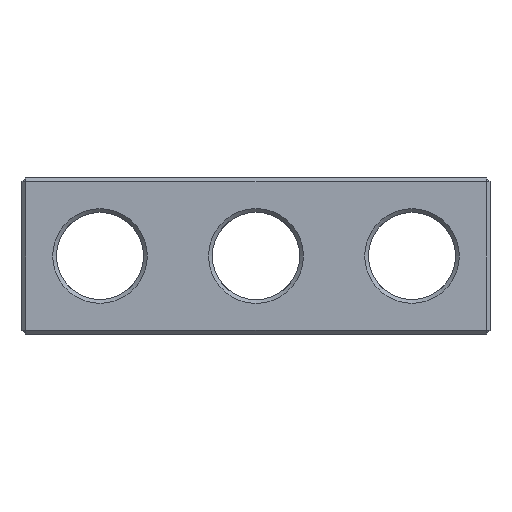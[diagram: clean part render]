
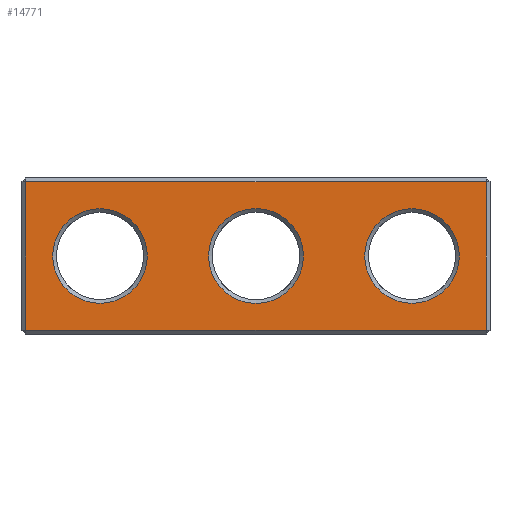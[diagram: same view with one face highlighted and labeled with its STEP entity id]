
A CAD part, front view. The second image highlights one B-rep face of the part: STEP entity #14771.
In plain terms, the highlighted planar face has unit normal (0, -1, 0).
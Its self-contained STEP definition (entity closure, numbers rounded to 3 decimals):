
#1553 = PLANE('',#1554);
#1554 = AXIS2_PLACEMENT_3D('',#1555,#1556,#1557);
#1555 = CARTESIAN_POINT('',(-31.25,-6.1,0.15));
#1556 = DIRECTION('',(0.,-0.707,-0.707));
#1557 = DIRECTION('',(-1.,-0.,-0.));
#9679 = VERTEX_POINT('',#9680);
#9680 = CARTESIAN_POINT('',(-30.95,-6.25,0.3));
#9706 = EDGE_CURVE('',#9679,#9707,#9709,.T.);
#9707 = VERTEX_POINT('',#9708);
#9708 = CARTESIAN_POINT('',(5.95,-6.25,0.3));
#9709 = SURFACE_CURVE('',#9710,(#9714,#9721),.PCURVE_S1.);
#9710 = LINE('',#9711,#9712);
#9711 = CARTESIAN_POINT('',(-31.25,-6.25,0.3));
#9712 = VECTOR('',#9713,1.);
#9713 = DIRECTION('',(1.,0.,0.));
#9714 = PCURVE('',#1553,#9715);
#9715 = DEFINITIONAL_REPRESENTATION('',(#9716),#9720);
#9716 = LINE('',#9717,#9718);
#9717 = CARTESIAN_POINT('',(-0.,-0.212));
#9718 = VECTOR('',#9719,1.);
#9719 = DIRECTION('',(-1.,0.));
#9720 = ( GEOMETRIC_REPRESENTATION_CONTEXT(2) 
PARAMETRIC_REPRESENTATION_CONTEXT() REPRESENTATION_CONTEXT('2D SPACE',''
  ) );
#9721 = PCURVE('',#9722,#9727);
#9722 = PLANE('',#9723);
#9723 = AXIS2_PLACEMENT_3D('',#9724,#9725,#9726);
#9724 = CARTESIAN_POINT('',(-31.25,-6.25,0.));
#9725 = DIRECTION('',(0.,1.,0.));
#9726 = DIRECTION('',(1.,0.,0.));
#9727 = DEFINITIONAL_REPRESENTATION('',(#9728),#9732);
#9728 = LINE('',#9729,#9730);
#9729 = CARTESIAN_POINT('',(0.,-0.3));
#9730 = VECTOR('',#9731,1.);
#9731 = DIRECTION('',(1.,0.));
#9732 = ( GEOMETRIC_REPRESENTATION_CONTEXT(2) 
PARAMETRIC_REPRESENTATION_CONTEXT() REPRESENTATION_CONTEXT('2D SPACE',''
  ) );
#14498 = PLANE('',#14499);
#14499 = AXIS2_PLACEMENT_3D('',#14500,#14501,#14502);
#14500 = CARTESIAN_POINT('',(6.1,-6.1,0.));
#14501 = DIRECTION('',(0.707,-0.707,0.));
#14502 = DIRECTION('',(-0.,-0.,-1.));
#14760 = PLANE('',#14761);
#14761 = AXIS2_PLACEMENT_3D('',#14762,#14763,#14764);
#14762 = CARTESIAN_POINT('',(-31.1,-6.1,0.));
#14763 = DIRECTION('',(-0.707,-0.707,0.));
#14764 = DIRECTION('',(-0.,-0.,-1.));
#14771 = ADVANCED_FACE('',(#14772,#14847,#14882,#14913),#9722,.F.);
#14772 = FACE_BOUND('',#14773,.F.);
#14773 = EDGE_LOOP('',(#14774,#14804,#14825,#14826));
#14774 = ORIENTED_EDGE('',*,*,#14775,.T.);
#14775 = EDGE_CURVE('',#14776,#14778,#14780,.T.);
#14776 = VERTEX_POINT('',#14777);
#14777 = CARTESIAN_POINT('',(-30.95,-6.25,12.2));
#14778 = VERTEX_POINT('',#14779);
#14779 = CARTESIAN_POINT('',(5.95,-6.25,12.2));
#14780 = SURFACE_CURVE('',#14781,(#14785,#14792),.PCURVE_S1.);
#14781 = LINE('',#14782,#14783);
#14782 = CARTESIAN_POINT('',(-31.25,-6.25,12.2));
#14783 = VECTOR('',#14784,1.);
#14784 = DIRECTION('',(1.,0.,0.));
#14785 = PCURVE('',#9722,#14786);
#14786 = DEFINITIONAL_REPRESENTATION('',(#14787),#14791);
#14787 = LINE('',#14788,#14789);
#14788 = CARTESIAN_POINT('',(0.,-12.2));
#14789 = VECTOR('',#14790,1.);
#14790 = DIRECTION('',(1.,0.));
#14791 = ( GEOMETRIC_REPRESENTATION_CONTEXT(2) 
PARAMETRIC_REPRESENTATION_CONTEXT() REPRESENTATION_CONTEXT('2D SPACE',''
  ) );
#14792 = PCURVE('',#14793,#14798);
#14793 = PLANE('',#14794);
#14794 = AXIS2_PLACEMENT_3D('',#14795,#14796,#14797);
#14795 = CARTESIAN_POINT('',(-31.25,-6.1,12.35));
#14796 = DIRECTION('',(0.,0.707,-0.707));
#14797 = DIRECTION('',(-1.,-0.,-0.));
#14798 = DEFINITIONAL_REPRESENTATION('',(#14799),#14803);
#14799 = LINE('',#14800,#14801);
#14800 = CARTESIAN_POINT('',(-0.,-0.212));
#14801 = VECTOR('',#14802,1.);
#14802 = DIRECTION('',(-1.,0.));
#14803 = ( GEOMETRIC_REPRESENTATION_CONTEXT(2) 
PARAMETRIC_REPRESENTATION_CONTEXT() REPRESENTATION_CONTEXT('2D SPACE',''
  ) );
#14804 = ORIENTED_EDGE('',*,*,#14805,.F.);
#14805 = EDGE_CURVE('',#9707,#14778,#14806,.T.);
#14806 = SURFACE_CURVE('',#14807,(#14811,#14818),.PCURVE_S1.);
#14807 = LINE('',#14808,#14809);
#14808 = CARTESIAN_POINT('',(5.95,-6.25,0.));
#14809 = VECTOR('',#14810,1.);
#14810 = DIRECTION('',(0.,0.,1.));
#14811 = PCURVE('',#9722,#14812);
#14812 = DEFINITIONAL_REPRESENTATION('',(#14813),#14817);
#14813 = LINE('',#14814,#14815);
#14814 = CARTESIAN_POINT('',(37.2,0.));
#14815 = VECTOR('',#14816,1.);
#14816 = DIRECTION('',(0.,-1.));
#14817 = ( GEOMETRIC_REPRESENTATION_CONTEXT(2) 
PARAMETRIC_REPRESENTATION_CONTEXT() REPRESENTATION_CONTEXT('2D SPACE',''
  ) );
#14818 = PCURVE('',#14498,#14819);
#14819 = DEFINITIONAL_REPRESENTATION('',(#14820),#14824);
#14820 = LINE('',#14821,#14822);
#14821 = CARTESIAN_POINT('',(-0.,-0.212));
#14822 = VECTOR('',#14823,1.);
#14823 = DIRECTION('',(-1.,0.));
#14824 = ( GEOMETRIC_REPRESENTATION_CONTEXT(2) 
PARAMETRIC_REPRESENTATION_CONTEXT() REPRESENTATION_CONTEXT('2D SPACE',''
  ) );
#14825 = ORIENTED_EDGE('',*,*,#9706,.F.);
#14826 = ORIENTED_EDGE('',*,*,#14827,.T.);
#14827 = EDGE_CURVE('',#9679,#14776,#14828,.T.);
#14828 = SURFACE_CURVE('',#14829,(#14833,#14840),.PCURVE_S1.);
#14829 = LINE('',#14830,#14831);
#14830 = CARTESIAN_POINT('',(-30.95,-6.25,0.));
#14831 = VECTOR('',#14832,1.);
#14832 = DIRECTION('',(0.,0.,1.));
#14833 = PCURVE('',#9722,#14834);
#14834 = DEFINITIONAL_REPRESENTATION('',(#14835),#14839);
#14835 = LINE('',#14836,#14837);
#14836 = CARTESIAN_POINT('',(0.3,0.));
#14837 = VECTOR('',#14838,1.);
#14838 = DIRECTION('',(0.,-1.));
#14839 = ( GEOMETRIC_REPRESENTATION_CONTEXT(2) 
PARAMETRIC_REPRESENTATION_CONTEXT() REPRESENTATION_CONTEXT('2D SPACE',''
  ) );
#14840 = PCURVE('',#14760,#14841);
#14841 = DEFINITIONAL_REPRESENTATION('',(#14842),#14846);
#14842 = LINE('',#14843,#14844);
#14843 = CARTESIAN_POINT('',(-0.,0.212));
#14844 = VECTOR('',#14845,1.);
#14845 = DIRECTION('',(-1.,0.));
#14846 = ( GEOMETRIC_REPRESENTATION_CONTEXT(2) 
PARAMETRIC_REPRESENTATION_CONTEXT() REPRESENTATION_CONTEXT('2D SPACE',''
  ) );
#14847 = FACE_BOUND('',#14848,.F.);
#14848 = EDGE_LOOP('',(#14849));
#14849 = ORIENTED_EDGE('',*,*,#14850,.T.);
#14850 = EDGE_CURVE('',#14851,#14851,#14853,.T.);
#14851 = VERTEX_POINT('',#14852);
#14852 = CARTESIAN_POINT('',(-25.,-6.25,10.04));
#14853 = SURFACE_CURVE('',#14854,(#14859,#14870),.PCURVE_S1.);
#14854 = CIRCLE('',#14855,3.79);
#14855 = AXIS2_PLACEMENT_3D('',#14856,#14857,#14858);
#14856 = CARTESIAN_POINT('',(-25.,-6.25,6.25));
#14857 = DIRECTION('',(0.,-1.,0.));
#14858 = DIRECTION('',(0.,0.,1.));
#14859 = PCURVE('',#9722,#14860);
#14860 = DEFINITIONAL_REPRESENTATION('',(#14861),#14869);
#14861 = ( BOUNDED_CURVE() B_SPLINE_CURVE(2,(#14862,#14863,#14864,#14865
    ,#14866,#14867,#14868),.UNSPECIFIED.,.T.,.F.) 
B_SPLINE_CURVE_WITH_KNOTS((1,2,2,2,2,1),(-2.094,0.,
    2.094,4.189,6.283,8.378),
.UNSPECIFIED.) CURVE() GEOMETRIC_REPRESENTATION_ITEM() 
RATIONAL_B_SPLINE_CURVE((1.,0.5,1.,0.5,1.,0.5,1.)) REPRESENTATION_ITEM(
  '') );
#14862 = CARTESIAN_POINT('',(6.25,-10.04));
#14863 = CARTESIAN_POINT('',(-0.314,-10.04));
#14864 = CARTESIAN_POINT('',(2.968,-4.355));
#14865 = CARTESIAN_POINT('',(6.25,1.33));
#14866 = CARTESIAN_POINT('',(9.532,-4.355));
#14867 = CARTESIAN_POINT('',(12.814,-10.04));
#14868 = CARTESIAN_POINT('',(6.25,-10.04));
#14869 = ( GEOMETRIC_REPRESENTATION_CONTEXT(2) 
PARAMETRIC_REPRESENTATION_CONTEXT() REPRESENTATION_CONTEXT('2D SPACE',''
  ) );
#14870 = PCURVE('',#14871,#14876);
#14871 = CONICAL_SURFACE('',#14872,3.49,0.785);
#14872 = AXIS2_PLACEMENT_3D('',#14873,#14874,#14875);
#14873 = CARTESIAN_POINT('',(-25.,-5.95,6.25));
#14874 = DIRECTION('',(0.,-1.,0.));
#14875 = DIRECTION('',(0.,0.,1.));
#14876 = DEFINITIONAL_REPRESENTATION('',(#14877),#14881);
#14877 = LINE('',#14878,#14879);
#14878 = CARTESIAN_POINT('',(0.,0.3));
#14879 = VECTOR('',#14880,1.);
#14880 = DIRECTION('',(1.,0.));
#14881 = ( GEOMETRIC_REPRESENTATION_CONTEXT(2) 
PARAMETRIC_REPRESENTATION_CONTEXT() REPRESENTATION_CONTEXT('2D SPACE',''
  ) );
#14882 = FACE_BOUND('',#14883,.F.);
#14883 = EDGE_LOOP('',(#14884));
#14884 = ORIENTED_EDGE('',*,*,#14885,.F.);
#14885 = EDGE_CURVE('',#14886,#14886,#14888,.T.);
#14886 = VERTEX_POINT('',#14887);
#14887 = CARTESIAN_POINT('',(-12.5,-6.25,10.05));
#14888 = SURFACE_CURVE('',#14889,(#14894,#14901),.PCURVE_S1.);
#14889 = CIRCLE('',#14890,3.8);
#14890 = AXIS2_PLACEMENT_3D('',#14891,#14892,#14893);
#14891 = CARTESIAN_POINT('',(-12.5,-6.25,6.25));
#14892 = DIRECTION('',(0.,1.,0.));
#14893 = DIRECTION('',(0.,0.,1.));
#14894 = PCURVE('',#9722,#14895);
#14895 = DEFINITIONAL_REPRESENTATION('',(#14896),#14900);
#14896 = CIRCLE('',#14897,3.8);
#14897 = AXIS2_PLACEMENT_2D('',#14898,#14899);
#14898 = CARTESIAN_POINT('',(18.75,-6.25));
#14899 = DIRECTION('',(0.,-1.));
#14900 = ( GEOMETRIC_REPRESENTATION_CONTEXT(2) 
PARAMETRIC_REPRESENTATION_CONTEXT() REPRESENTATION_CONTEXT('2D SPACE',''
  ) );
#14901 = PCURVE('',#14902,#14907);
#14902 = CONICAL_SURFACE('',#14903,3.5,0.785);
#14903 = AXIS2_PLACEMENT_3D('',#14904,#14905,#14906);
#14904 = CARTESIAN_POINT('',(-12.5,-5.95,6.25));
#14905 = DIRECTION('',(0.,-1.,0.));
#14906 = DIRECTION('',(0.,0.,1.));
#14907 = DEFINITIONAL_REPRESENTATION('',(#14908),#14912);
#14908 = LINE('',#14909,#14910);
#14909 = CARTESIAN_POINT('',(-0.,0.3));
#14910 = VECTOR('',#14911,1.);
#14911 = DIRECTION('',(-1.,0.));
#14912 = ( GEOMETRIC_REPRESENTATION_CONTEXT(2) 
PARAMETRIC_REPRESENTATION_CONTEXT() REPRESENTATION_CONTEXT('2D SPACE',''
  ) );
#14913 = FACE_BOUND('',#14914,.F.);
#14914 = EDGE_LOOP('',(#14915));
#14915 = ORIENTED_EDGE('',*,*,#14916,.F.);
#14916 = EDGE_CURVE('',#14917,#14917,#14919,.T.);
#14917 = VERTEX_POINT('',#14918);
#14918 = CARTESIAN_POINT('',(0.,-6.25,
    10.04));
#14919 = SURFACE_CURVE('',#14920,(#14925,#14932),.PCURVE_S1.);
#14920 = CIRCLE('',#14921,3.79);
#14921 = AXIS2_PLACEMENT_3D('',#14922,#14923,#14924);
#14922 = CARTESIAN_POINT('',(0.,-6.25,6.25));
#14923 = DIRECTION('',(0.,1.,0.));
#14924 = DIRECTION('',(0.,0.,1.));
#14925 = PCURVE('',#9722,#14926);
#14926 = DEFINITIONAL_REPRESENTATION('',(#14927),#14931);
#14927 = CIRCLE('',#14928,3.79);
#14928 = AXIS2_PLACEMENT_2D('',#14929,#14930);
#14929 = CARTESIAN_POINT('',(31.25,-6.25));
#14930 = DIRECTION('',(0.,-1.));
#14931 = ( GEOMETRIC_REPRESENTATION_CONTEXT(2) 
PARAMETRIC_REPRESENTATION_CONTEXT() REPRESENTATION_CONTEXT('2D SPACE',''
  ) );
#14932 = PCURVE('',#14933,#14938);
#14933 = CONICAL_SURFACE('',#14934,3.79,0.785);
#14934 = AXIS2_PLACEMENT_3D('',#14935,#14936,#14937);
#14935 = CARTESIAN_POINT('',(0.,-6.25,6.25));
#14936 = DIRECTION('',(0.,-1.,0.));
#14937 = DIRECTION('',(0.,0.,1.));
#14938 = DEFINITIONAL_REPRESENTATION('',(#14939),#14943);
#14939 = LINE('',#14940,#14941);
#14940 = CARTESIAN_POINT('',(-0.,-0.));
#14941 = VECTOR('',#14942,1.);
#14942 = DIRECTION('',(-1.,-0.));
#14943 = ( GEOMETRIC_REPRESENTATION_CONTEXT(2) 
PARAMETRIC_REPRESENTATION_CONTEXT() REPRESENTATION_CONTEXT('2D SPACE',''
  ) );
